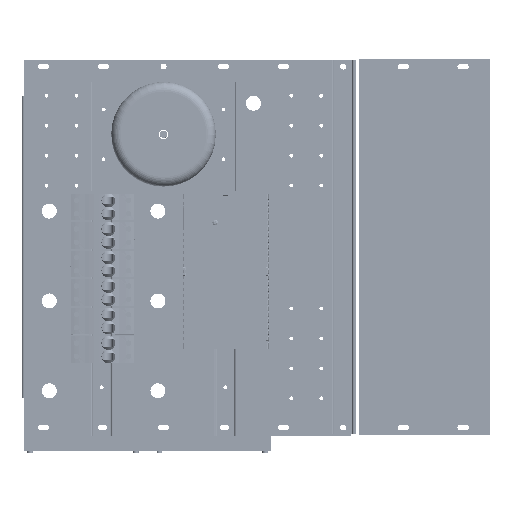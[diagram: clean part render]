
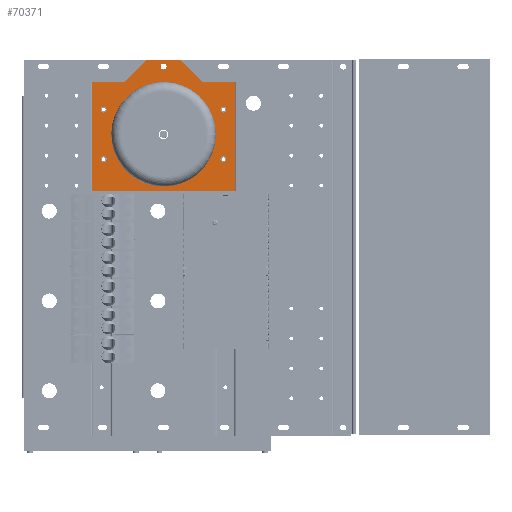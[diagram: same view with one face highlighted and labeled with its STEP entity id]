
A CAD part, top view. The second image highlights one B-rep face of the part: STEP entity #70371.
In plain terms, the highlighted planar face has unit normal (0, 0, 1).
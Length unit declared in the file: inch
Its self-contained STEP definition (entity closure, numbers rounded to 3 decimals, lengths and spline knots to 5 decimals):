
#1017 = CARTESIAN_POINT ( 'NONE',  ( 12.62369, -0.89171, 5.27687 ) ) ;
#1542 = AXIS2_PLACEMENT_3D ( 'NONE', #91903, #45547, #52947 ) ;
#2399 = CIRCLE ( 'NONE', #34833, 0.15748 ) ;
#2901 = EDGE_LOOP ( 'NONE', ( #56930 ) ) ;
#3113 = DIRECTION ( 'NONE',  ( 0., -1., 0. ) ) ;
#3431 = DIRECTION ( 'NONE',  ( 1., 0., 0. ) ) ;
#4418 = CARTESIAN_POINT ( 'NONE',  ( 6.9544, -2.56188, 5.27687 ) ) ;
#4565 = EDGE_CURVE ( 'NONE', #85320, #83578, #76769, .T. ) ;
#4642 = CARTESIAN_POINT ( 'NONE',  ( 6.9544, 4.91844, 5.27687 ) ) ;
#5312 = ORIENTED_EDGE ( 'NONE', *, *, #35863, .T. ) ;
#5363 = EDGE_LOOP ( 'NONE', ( #51883 ) ) ;
#5364 = VERTEX_POINT ( 'NONE', #64527 ) ;
#6820 = LINE ( 'NONE', #61652, #14099 ) ;
#7638 = EDGE_CURVE ( 'NONE', #10634, #10634, #56405, .T. ) ;
#7835 = FACE_BOUND ( 'NONE', #82217, .T. ) ;
#7851 = DIRECTION ( 'NONE',  ( 0., 1., 0. ) ) ;
#8922 = EDGE_CURVE ( 'NONE', #83578, #88891, #68124, .T. ) ;
#9277 = CARTESIAN_POINT ( 'NONE',  ( 8.73983, 4.32828, 5.27687 ) ) ;
#10133 = DIRECTION ( 'NONE',  ( 1., 0., 0. ) ) ;
#10634 = VERTEX_POINT ( 'NONE', #59075 ) ;
#11357 = ORIENTED_EDGE ( 'NONE', *, *, #7638, .F. ) ;
#12857 = DIRECTION ( 'NONE',  ( 1., 0., 0. ) ) ;
#14099 = VECTOR ( 'NONE', #86044, 39.37008 ) ;
#14901 = VECTOR ( 'NONE', #16892, 39.37008 ) ;
#15586 = AXIS2_PLACEMENT_3D ( 'NONE', #64809, #56408, #10133 ) ;
#16892 = DIRECTION ( 'NONE',  ( -1., 0., 0. ) ) ;
#16913 = ORIENTED_EDGE ( 'NONE', *, *, #8922, .F. ) ;
#17486 = CARTESIAN_POINT ( 'NONE',  ( 11.19259, 4.32828, 5.27687 ) ) ;
#18194 = CARTESIAN_POINT ( 'NONE',  ( 8.73983, -1.97172, 5.27687 ) ) ;
#18336 = CARTESIAN_POINT ( 'NONE',  ( 13.80479, 2.06717, 5.27687 ) ) ;
#18723 = EDGE_CURVE ( 'NONE', #84505, #84505, #53833, .T. ) ;
#19207 = ORIENTED_EDGE ( 'NONE', *, *, #89391, .F. ) ;
#19933 = FACE_BOUND ( 'NONE', #2901, .T. ) ;
#20317 = VERTEX_POINT ( 'NONE', #42278 ) ;
#21100 = FACE_BOUND ( 'NONE', #25579, .T. ) ;
#21119 = ORIENTED_EDGE ( 'NONE', *, *, #56654, .F. ) ;
#22082 = EDGE_CURVE ( 'NONE', #37279, #37279, #71524, .T. ) ;
#22381 = LINE ( 'NONE', #55692, #76788 ) ;
#22648 = CARTESIAN_POINT ( 'NONE',  ( 13.80479, 0.28939, 5.27687 ) ) ;
#22987 = CARTESIAN_POINT ( 'NONE',  ( 10.13747, 1.17828, 5.27687 ) ) ;
#24087 = ORIENTED_EDGE ( 'NONE', *, *, #54633, .F. ) ;
#25579 = EDGE_LOOP ( 'NONE', ( #21119 ) ) ;
#26353 = ORIENTED_EDGE ( 'NONE', *, *, #91192, .F. ) ;
#26463 = CARTESIAN_POINT ( 'NONE',  ( 12.62369, -2.56188, 5.27687 ) ) ;
#27706 = DIRECTION ( 'NONE',  ( 0., 0., 1. ) ) ;
#28320 = FACE_OUTER_BOUND ( 'NONE', #58654, .T. ) ;
#30819 = AXIS2_PLACEMENT_3D ( 'NONE', #97153, #96817, #88997 ) ;
#31622 = LINE ( 'NONE', #84273, #95830 ) ;
#32610 = EDGE_CURVE ( 'NONE', #99733, #43046, #46324, .T. ) ;
#32818 = ORIENTED_EDGE ( 'NONE', *, *, #69729, .T. ) ;
#34833 = AXIS2_PLACEMENT_3D ( 'NONE', #44575, #90229, #97702 ) ;
#35863 = EDGE_CURVE ( 'NONE', #85320, #43046, #31622, .T. ) ;
#36784 = VECTOR ( 'NONE', #49262, 39.37008 ) ;
#36790 = FACE_BOUND ( 'NONE', #5363, .T. ) ;
#37279 = VERTEX_POINT ( 'NONE', #84880 ) ;
#37723 = PLANE ( 'NONE',  #1542 ) ;
#38462 = CARTESIAN_POINT ( 'NONE',  ( 12.62369, 4.91844, 5.27687 ) ) ;
#39802 = AXIS2_PLACEMENT_3D ( 'NONE', #89314, #27706, #3431 ) ;
#40780 = DIRECTION ( 'NONE',  ( 0., 0., 1. ) ) ;
#42278 = CARTESIAN_POINT ( 'NONE',  ( 6.91503, -2.56188, 5.27687 ) ) ;
#43046 = VERTEX_POINT ( 'NONE', #18336 ) ;
#43182 = EDGE_CURVE ( 'NONE', #95269, #95269, #70344, .T. ) ;
#44575 = CARTESIAN_POINT ( 'NONE',  ( 8.58235, 4.32828, 5.27687 ) ) ;
#45547 = DIRECTION ( 'NONE',  ( 0., 0., 1. ) ) ;
#45757 = DIRECTION ( 'NONE',  ( 1., 0., 0. ) ) ;
#46324 = LINE ( 'NONE', #63367, #94738 ) ;
#46693 = EDGE_LOOP ( 'NONE', ( #11357 ) ) ;
#48619 = ORIENTED_EDGE ( 'NONE', *, *, #4565, .F. ) ;
#49262 = DIRECTION ( 'NONE',  ( -0.707, -0.707, 0. ) ) ;
#50021 = VECTOR ( 'NONE', #3113, 39.37008 ) ;
#51883 = ORIENTED_EDGE ( 'NONE', *, *, #22082, .F. ) ;
#52947 = DIRECTION ( 'NONE',  ( 1., 0., 0. ) ) ;
#53172 = CARTESIAN_POINT ( 'NONE',  ( 11.19259, -1.97172, 5.27687 ) ) ;
#53811 = FACE_BOUND ( 'NONE', #46693, .T. ) ;
#53833 = CIRCLE ( 'NONE', #39802, 0.25 ) ;
#54633 = EDGE_CURVE ( 'NONE', #63820, #99733, #22381, .T. ) ;
#55637 = AXIS2_PLACEMENT_3D ( 'NONE', #17486, #40780, #78617 ) ;
#55692 = CARTESIAN_POINT ( 'NONE',  ( 12.62369, 3.14679, 5.27687 ) ) ;
#55948 = LINE ( 'NONE', #4642, #14901 ) ;
#56405 = CIRCLE ( 'NONE', #15586, 0.15748 ) ;
#56408 = DIRECTION ( 'NONE',  ( 0., 0., 1. ) ) ;
#56654 = EDGE_CURVE ( 'NONE', #78215, #78215, #98722, .T. ) ;
#56930 = ORIENTED_EDGE ( 'NONE', *, *, #18723, .F. ) ;
#58483 = CARTESIAN_POINT ( 'NONE',  ( 12.62369, -2.75873, 5.27687 ) ) ;
#58654 = EDGE_LOOP ( 'NONE', ( #91514, #19207, #32818, #16913, #48619, #5312, #98691, #24087 ) ) ;
#59075 = CARTESIAN_POINT ( 'NONE',  ( 13.60794, 1.17828, 5.27687 ) ) ;
#59895 = DIRECTION ( 'NONE',  ( 0., 0., 1. ) ) ;
#61652 = CARTESIAN_POINT ( 'NONE',  ( 6.91503, -2.56188, 5.27687 ) ) ;
#63367 = CARTESIAN_POINT ( 'NONE',  ( 13.80479, 2.06717, 5.27687 ) ) ;
#63820 = VERTEX_POINT ( 'NONE', #38462 ) ;
#64527 = CARTESIAN_POINT ( 'NONE',  ( 6.91503, 4.91844, 5.27687 ) ) ;
#64809 = CARTESIAN_POINT ( 'NONE',  ( 13.45046, 1.17828, 5.27687 ) ) ;
#66116 = CARTESIAN_POINT ( 'NONE',  ( 12.62369, 3.24827, 5.27687 ) ) ;
#67038 = EDGE_LOOP ( 'NONE', ( #96640 ) ) ;
#68124 = LINE ( 'NONE', #58483, #50021 ) ;
#69549 = VERTEX_POINT ( 'NONE', #9277 ) ;
#69729 = EDGE_CURVE ( 'NONE', #20317, #88891, #77992, .T. ) ;
#70344 = CIRCLE ( 'NONE', #30819, 0.15748 ) ;
#70371 = ADVANCED_FACE ( 'NONE', ( #28320, #74277, #21100, #7835, #36790, #19933, #53811 ), #37723, .T. ) ;
#71159 = CARTESIAN_POINT ( 'NONE',  ( 11.35007, -1.97172, 5.27687 ) ) ;
#71524 = CIRCLE ( 'NONE', #55637, 0.15748 ) ;
#74277 = FACE_BOUND ( 'NONE', #67038, .T. ) ;
#76769 = LINE ( 'NONE', #94628, #36784 ) ;
#76788 = VECTOR ( 'NONE', #95325, 39.37008 ) ;
#77992 = LINE ( 'NONE', #4418, #86507 ) ;
#78215 = VERTEX_POINT ( 'NONE', #71159 ) ;
#78259 = DIRECTION ( 'NONE',  ( 0.707, -0.707, 0. ) ) ;
#78617 = DIRECTION ( 'NONE',  ( 1., 0., 0. ) ) ;
#82217 = EDGE_LOOP ( 'NONE', ( #26353 ) ) ;
#83578 = VERTEX_POINT ( 'NONE', #1017 ) ;
#84273 = CARTESIAN_POINT ( 'NONE',  ( 13.80479, 1.96568, 5.27687 ) ) ;
#84505 = VERTEX_POINT ( 'NONE', #22987 ) ;
#84880 = CARTESIAN_POINT ( 'NONE',  ( 11.35007, 4.32828, 5.27687 ) ) ;
#85080 = EDGE_CURVE ( 'NONE', #63820, #5364, #55948, .T. ) ;
#85320 = VERTEX_POINT ( 'NONE', #22648 ) ;
#86044 = DIRECTION ( 'NONE',  ( 0., 1., 0. ) ) ;
#86507 = VECTOR ( 'NONE', #12857, 39.37008 ) ;
#88891 = VERTEX_POINT ( 'NONE', #26463 ) ;
#88997 = DIRECTION ( 'NONE',  ( 1., 0., 0. ) ) ;
#89314 = CARTESIAN_POINT ( 'NONE',  ( 9.88747, 1.17828, 5.27687 ) ) ;
#89391 = EDGE_CURVE ( 'NONE', #20317, #5364, #6820, .T. ) ;
#90229 = DIRECTION ( 'NONE',  ( 0., 0., 1. ) ) ;
#91192 = EDGE_CURVE ( 'NONE', #69549, #69549, #2399, .T. ) ;
#91514 = ORIENTED_EDGE ( 'NONE', *, *, #85080, .T. ) ;
#91903 = CARTESIAN_POINT ( 'NONE',  ( 6.9544, -2.44377, 5.27687 ) ) ;
#94628 = CARTESIAN_POINT ( 'NONE',  ( 12.62369, -0.89171, 5.27687 ) ) ;
#94738 = VECTOR ( 'NONE', #78259, 39.37008 ) ;
#95269 = VERTEX_POINT ( 'NONE', #18194 ) ;
#95325 = DIRECTION ( 'NONE',  ( 0., -1., 0. ) ) ;
#95830 = VECTOR ( 'NONE', #7851, 39.37008 ) ;
#96640 = ORIENTED_EDGE ( 'NONE', *, *, #43182, .F. ) ;
#96817 = DIRECTION ( 'NONE',  ( 0., 0., 1. ) ) ;
#97153 = CARTESIAN_POINT ( 'NONE',  ( 8.58235, -1.97172, 5.27687 ) ) ;
#97702 = DIRECTION ( 'NONE',  ( 1., 0., 0. ) ) ;
#98022 = AXIS2_PLACEMENT_3D ( 'NONE', #53172, #59895, #45757 ) ;
#98691 = ORIENTED_EDGE ( 'NONE', *, *, #32610, .F. ) ;
#98722 = CIRCLE ( 'NONE', #98022, 0.15748 ) ;
#99733 = VERTEX_POINT ( 'NONE', #66116 ) ;
